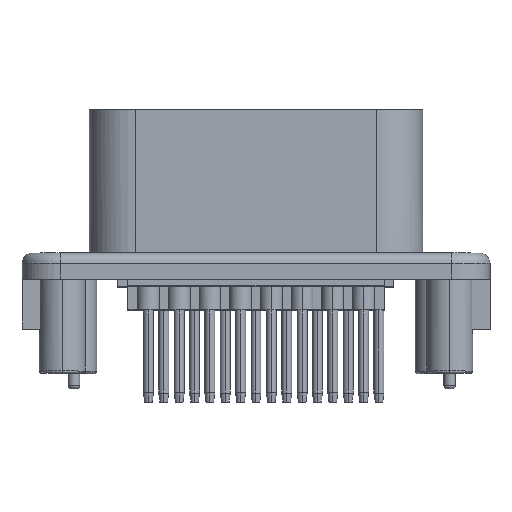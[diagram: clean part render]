
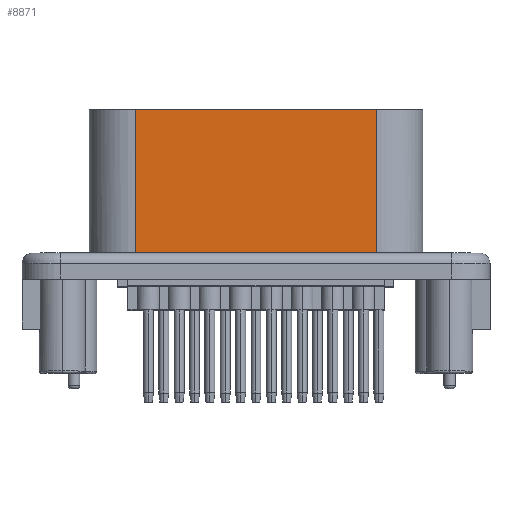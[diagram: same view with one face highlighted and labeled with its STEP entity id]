
A CAD part, top view. The second image highlights one B-rep face of the part: STEP entity #8871.
In plain terms, the highlighted planar face has unit normal (0, 0, 1).
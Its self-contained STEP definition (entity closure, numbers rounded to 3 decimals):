
#8279=CARTESIAN_POINT('',(36.448,72.926,87.717));
#8280=VERTEX_POINT('',#8279);
#8372=CARTESIAN_POINT('',(5.048,72.926,87.717));
#8373=VERTEX_POINT('',#8372);
#8392=CARTESIAN_POINT('',(36.448,72.926,87.717));
#8393=CARTESIAN_POINT('',(30.168,72.926,87.717));
#8394=CARTESIAN_POINT('',(23.888,72.926,87.717));
#8395=CARTESIAN_POINT('',(17.608,72.926,87.717));
#8396=CARTESIAN_POINT('',(11.328,72.926,87.717));
#8397=CARTESIAN_POINT('',(5.048,72.926,87.717));
#8398=B_SPLINE_CURVE_WITH_KNOTS('',5,(#8392,#8393,#8394,#8395,#8396,#8397),.UNSPECIFIED.,.F.,.U.,(6,6),(0.,31.4),.UNSPECIFIED.);
#8399=EDGE_CURVE('',#8280,#8373,#8398,.T.);
#8451=CARTESIAN_POINT('',(36.448,52.876,87.717));
#8452=VERTEX_POINT('',#8451);
#8453=CARTESIAN_POINT('',(36.448,72.926,87.717));
#8454=CARTESIAN_POINT('',(36.448,68.916,87.717));
#8455=CARTESIAN_POINT('',(36.448,64.906,87.717));
#8456=CARTESIAN_POINT('',(36.448,60.896,87.717));
#8457=CARTESIAN_POINT('',(36.448,56.886,87.717));
#8458=CARTESIAN_POINT('',(36.448,52.876,87.717));
#8459=B_SPLINE_CURVE_WITH_KNOTS('',5,(#8453,#8454,#8455,#8456,#8457,#8458),.UNSPECIFIED.,.F.,.U.,(6,6),(0.,20.05),.UNSPECIFIED.);
#8460=EDGE_CURVE('',#8280,#8452,#8459,.T.);
#8793=CARTESIAN_POINT('',(5.048,52.876,87.717));
#8794=VERTEX_POINT('',#8793);
#8809=CARTESIAN_POINT('',(5.048,72.926,87.717));
#8810=CARTESIAN_POINT('',(5.048,68.916,87.717));
#8811=CARTESIAN_POINT('',(5.048,64.906,87.717));
#8812=CARTESIAN_POINT('',(5.048,60.896,87.717));
#8813=CARTESIAN_POINT('',(5.048,56.886,87.717));
#8814=CARTESIAN_POINT('',(5.048,52.876,87.717));
#8815=B_SPLINE_CURVE_WITH_KNOTS('',5,(#8809,#8810,#8811,#8812,#8813,#8814),.UNSPECIFIED.,.F.,.U.,(6,6),(0.,20.05),.UNSPECIFIED.);
#8816=EDGE_CURVE('',#8373,#8794,#8815,.T.);
#8852=CARTESIAN_POINT('',(20.748,62.901,87.717));
#8853=DIRECTION('',(-1.,0.,0.));
#8854=DIRECTION('',(0.,0.,1.));
#8855=AXIS2_PLACEMENT_3D('',#8852,#8854,#8853);
#8856=PLANE('',#8855);
#8857=ORIENTED_EDGE('',*,*,#8460,.F.);
#8858=ORIENTED_EDGE('',*,*,#8399,.T.);
#8859=ORIENTED_EDGE('',*,*,#8816,.T.);
#8860=CARTESIAN_POINT('',(36.448,52.876,87.717));
#8861=CARTESIAN_POINT('',(30.168,52.876,87.717));
#8862=CARTESIAN_POINT('',(23.888,52.876,87.717));
#8863=CARTESIAN_POINT('',(17.608,52.876,87.717));
#8864=CARTESIAN_POINT('',(11.328,52.876,87.717));
#8865=CARTESIAN_POINT('',(5.048,52.876,87.717));
#8866=B_SPLINE_CURVE_WITH_KNOTS('',5,(#8860,#8861,#8862,#8863,#8864,#8865),.UNSPECIFIED.,.F.,.U.,(6,6),(0.,31.4),.UNSPECIFIED.);
#8867=EDGE_CURVE('',#8452,#8794,#8866,.T.);
#8868=ORIENTED_EDGE('',*,*,#8867,.F.);
#8869=EDGE_LOOP('',(#8857,#8858,#8859,#8868));
#8870=FACE_OUTER_BOUND('',#8869,.T.);
#8871=ADVANCED_FACE('',(#8870),#8856,.T.);
